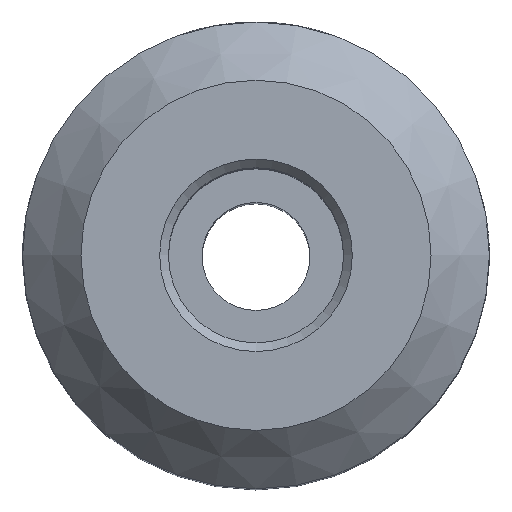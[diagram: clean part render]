
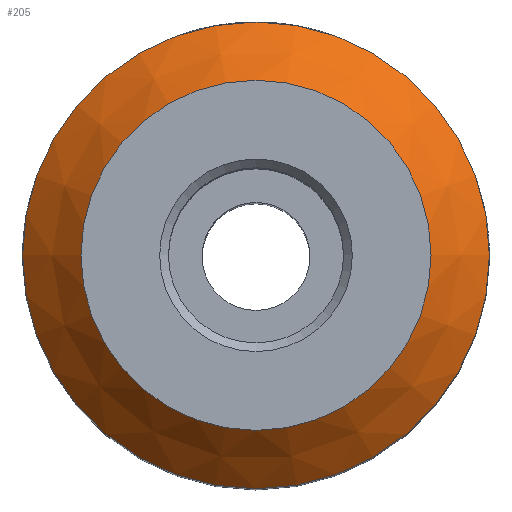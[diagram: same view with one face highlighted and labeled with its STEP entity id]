
A CAD part, top view. The second image highlights one B-rep face of the part: STEP entity #205.
In plain terms, the highlighted conical face has half-angle 45 degrees and reference radius 6 mm.
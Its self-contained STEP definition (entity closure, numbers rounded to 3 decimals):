
#21 = EDGE_CURVE ( 'NONE', #269, #269, #1210, .T. ) ;
#50 = EDGE_LOOP ( 'NONE', ( #1231 ) ) ;
#56 = CARTESIAN_POINT ( 'NONE',  ( 0., 0., 65. ) ) ;
#127 = EDGE_LOOP ( 'NONE', ( #977 ) ) ;
#134 = CARTESIAN_POINT ( 'NONE',  ( 0., 0., 63. ) ) ;
#205 = ADVANCED_FACE ( 'NONE', ( #881, #1180 ), #1257, .T. ) ;
#269 = VERTEX_POINT ( 'NONE', #675 ) ;
#325 = DIRECTION ( 'NONE',  ( 1., 0., 0. ) ) ;
#380 = DIRECTION ( 'NONE',  ( 0., 0., -1. ) ) ;
#422 = AXIS2_PLACEMENT_3D ( 'NONE', #56, #738, #1040 ) ;
#459 = AXIS2_PLACEMENT_3D ( 'NONE', #1299, #380, #1192 ) ;
#557 = CARTESIAN_POINT ( 'NONE',  ( 6., 0., 65. ) ) ;
#636 = DIRECTION ( 'NONE',  ( 0., 0., -1. ) ) ;
#662 = VERTEX_POINT ( 'NONE', #557 ) ;
#675 = CARTESIAN_POINT ( 'NONE',  ( 8., 0., 63. ) ) ;
#738 = DIRECTION ( 'NONE',  ( 0., 0., 1. ) ) ;
#881 = FACE_OUTER_BOUND ( 'NONE', #127, .T. ) ;
#910 = EDGE_CURVE ( 'NONE', #662, #662, #965, .T. ) ;
#965 = CIRCLE ( 'NONE', #422, 6. ) ;
#977 = ORIENTED_EDGE ( 'NONE', *, *, #21, .F. ) ;
#1040 = DIRECTION ( 'NONE',  ( 1., 0., 0. ) ) ;
#1168 = AXIS2_PLACEMENT_3D ( 'NONE', #134, #636, #325 ) ;
#1180 = FACE_BOUND ( 'NONE', #50, .T. ) ;
#1192 = DIRECTION ( 'NONE',  ( -1., 0., 0. ) ) ;
#1210 = CIRCLE ( 'NONE', #1168, 8. ) ;
#1231 = ORIENTED_EDGE ( 'NONE', *, *, #910, .F. ) ;
#1257 = CONICAL_SURFACE ( 'NONE', #459, 6., 0.785 ) ;
#1299 = CARTESIAN_POINT ( 'NONE',  ( 0., 0., 65. ) ) ;
